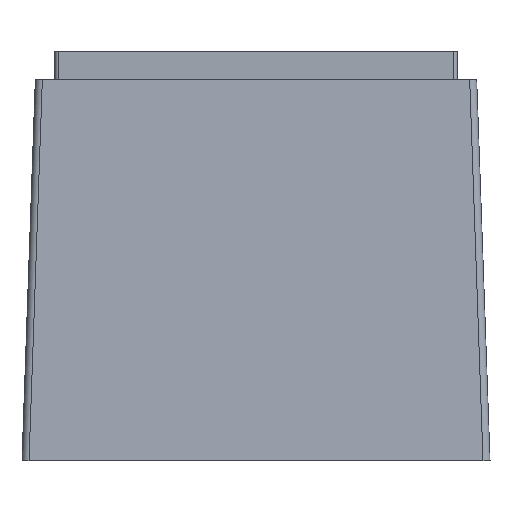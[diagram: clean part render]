
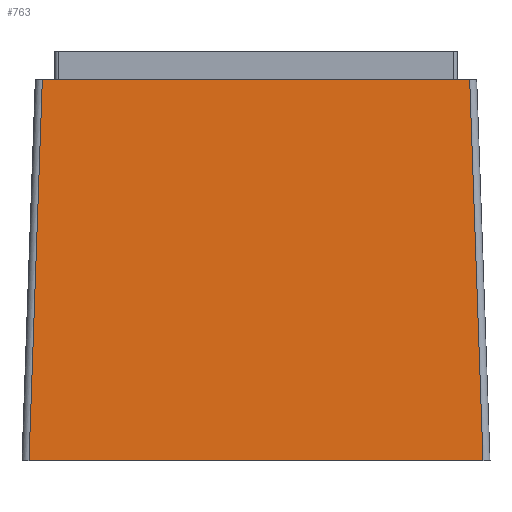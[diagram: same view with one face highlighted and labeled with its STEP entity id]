
A CAD part, left-side view. The second image highlights one B-rep face of the part: STEP entity #763.
In plain terms, the highlighted planar face has unit normal (-0.999, 0, 0.035).
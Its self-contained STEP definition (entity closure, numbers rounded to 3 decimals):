
#743=AXIS2_PLACEMENT_3D('Plane Axis2P3D',#740,#741,#742) ;
#472=CARTESIAN_POINT('Vertex',(0.,0.3,0.)) ;
#475=CARTESIAN_POINT('Line Origine',(0.,10.,0.)) ;
#479=CARTESIAN_POINT('Vertex',(0.,19.7,0.)) ;
#718=CARTESIAN_POINT('Line Origine',(-0.796,20.496,-22.803)) ;
#722=CARTESIAN_POINT('Vertex',(0.569,19.131,16.3)) ;
#740=CARTESIAN_POINT('Axis2P3D Location',(0.,20.,0.)) ;
#745=CARTESIAN_POINT('Line Origine',(0.285,0.584,8.15)) ;
#749=CARTESIAN_POINT('Vertex',(0.569,0.869,16.3)) ;
#752=CARTESIAN_POINT('Line Origine',(0.569,10.,16.3)) ;
#476=DIRECTION('Vector Direction',(0.,1.,0.)) ;
#719=DIRECTION('Vector Direction',(0.035,-0.035,0.999)) ;
#741=DIRECTION('Axis2P3D Direction',(-0.999,0.,0.035)) ;
#742=DIRECTION('Axis2P3D XDirection',(0.,-1.,0.)) ;
#746=DIRECTION('Vector Direction',(0.035,0.035,0.999)) ;
#753=DIRECTION('Vector Direction',(0.,1.,0.)) ;
#477=VECTOR('Line Direction',#476,1.) ;
#720=VECTOR('Line Direction',#719,1.) ;
#747=VECTOR('Line Direction',#746,1.) ;
#754=VECTOR('Line Direction',#753,1.) ;
#758=ORIENTED_EDGE('',*,*,#481,.F.) ;
#759=ORIENTED_EDGE('',*,*,#751,.T.) ;
#760=ORIENTED_EDGE('',*,*,#756,.T.) ;
#761=ORIENTED_EDGE('',*,*,#724,.F.) ;
#763=ADVANCED_FACE('K\X2\00F6\X0\rper',(#762),#744,.T.) ;
#481=EDGE_CURVE('',#473,#480,#478,.T.) ;
#724=EDGE_CURVE('',#480,#723,#721,.T.) ;
#751=EDGE_CURVE('',#473,#750,#748,.T.) ;
#756=EDGE_CURVE('',#750,#723,#755,.T.) ;
#757=EDGE_LOOP('',(#758,#759,#760,#761)) ;
#762=FACE_OUTER_BOUND('',#757,.T.) ;
#478=LINE('Line',#475,#477) ;
#721=LINE('Line',#718,#720) ;
#748=LINE('Line',#745,#747) ;
#755=LINE('Line',#752,#754) ;
#744=PLANE('',#743) ;
#473=VERTEX_POINT('',#472) ;
#480=VERTEX_POINT('',#479) ;
#723=VERTEX_POINT('',#722) ;
#750=VERTEX_POINT('',#749) ;
